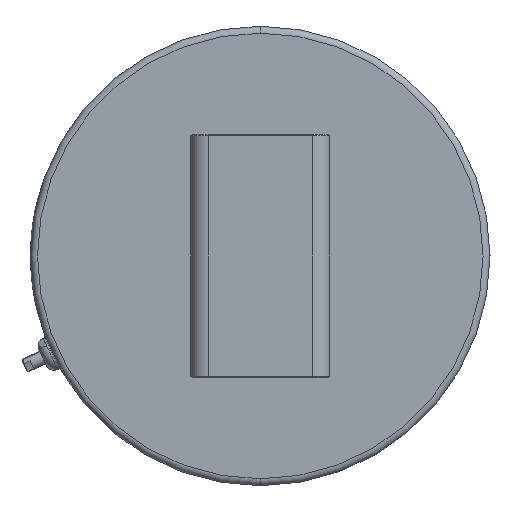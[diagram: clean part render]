
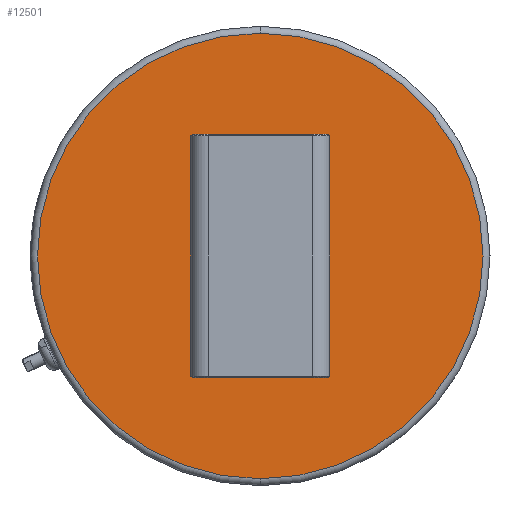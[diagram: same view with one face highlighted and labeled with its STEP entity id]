
A CAD part, left-side view. The second image highlights one B-rep face of the part: STEP entity #12501.
In plain terms, the highlighted planar face has unit normal (-1, 0, 0).
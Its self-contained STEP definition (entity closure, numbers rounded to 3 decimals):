
#240 = EDGE_CURVE ( 'NONE', #14772, #672, #3586, .T. ) ;
#449 = CARTESIAN_POINT ( 'NONE',  ( -75., 0., 0. ) ) ;
#672 = VERTEX_POINT ( 'NONE', #8327 ) ;
#759 = DIRECTION ( 'NONE',  ( 0., 0., -1. ) ) ;
#1184 = CARTESIAN_POINT ( 'NONE',  ( -75., -20., -34.5 ) ) ;
#1982 = VECTOR ( 'NONE', #27698, 1000. ) ;
#2423 = LINE ( 'NONE', #12421, #16543 ) ;
#2969 = CARTESIAN_POINT ( 'NONE',  ( -75., 20., -34.5 ) ) ;
#3049 = LINE ( 'NONE', #12868, #27207 ) ;
#3520 = VECTOR ( 'NONE', #8860, 1000. ) ;
#3586 = CIRCLE ( 'NONE', #7717, 64. ) ;
#3961 = CARTESIAN_POINT ( 'NONE',  ( -75., 0., 0. ) ) ;
#3983 = VERTEX_POINT ( 'NONE', #11863 ) ;
#4093 = LINE ( 'NONE', #26184, #24060 ) ;
#4467 = ORIENTED_EDGE ( 'NONE', *, *, #20021, .T. ) ;
#4655 = EDGE_CURVE ( 'NONE', #5726, #7808, #4093, .T. ) ;
#5129 = CARTESIAN_POINT ( 'NONE',  ( -75., -19.5, -35. ) ) ;
#5214 = CARTESIAN_POINT ( 'NONE',  ( -75., -27.25, 27.25 ) ) ;
#5568 = VERTEX_POINT ( 'NONE', #17661 ) ;
#5726 = VERTEX_POINT ( 'NONE', #1184 ) ;
#6378 = PLANE ( 'NONE',  #26470 ) ;
#6623 = VECTOR ( 'NONE', #30864, 1000. ) ;
#6938 = AXIS2_PLACEMENT_3D ( 'NONE', #449, #24826, #12244 ) ;
#7017 = ORIENTED_EDGE ( 'NONE', *, *, #22536, .F. ) ;
#7717 = AXIS2_PLACEMENT_3D ( 'NONE', #27564, #30294, #8365 ) ;
#7808 = VERTEX_POINT ( 'NONE', #5129 ) ;
#8038 = LINE ( 'NONE', #17851, #1982 ) ;
#8327 = CARTESIAN_POINT ( 'NONE',  ( -75., 0., -64. ) ) ;
#8365 = DIRECTION ( 'NONE',  ( 0., 0., -1. ) ) ;
#8506 = VECTOR ( 'NONE', #27480, 1000. ) ;
#8627 = LINE ( 'NONE', #14264, #6623 ) ;
#8860 = DIRECTION ( 'NONE',  ( 0., -0.707, 0.707 ) ) ;
#9155 = EDGE_CURVE ( 'NONE', #3983, #28709, #30930, .T. ) ;
#9278 = ORIENTED_EDGE ( 'NONE', *, *, #9155, .T. ) ;
#9331 = EDGE_CURVE ( 'NONE', #22913, #28709, #8038, .T. ) ;
#10272 = ORIENTED_EDGE ( 'NONE', *, *, #9331, .F. ) ;
#11035 = CIRCLE ( 'NONE', #6938, 64. ) ;
#11374 = CARTESIAN_POINT ( 'NONE',  ( -75., -20., 34.5 ) ) ;
#11696 = DIRECTION ( 'NONE',  ( 0., 0., -1. ) ) ;
#11863 = CARTESIAN_POINT ( 'NONE',  ( -75., 20., 34.5 ) ) ;
#12098 = DIRECTION ( 'NONE',  ( 0., 0.707, 0.707 ) ) ;
#12187 = ORIENTED_EDGE ( 'NONE', *, *, #4655, .T. ) ;
#12244 = DIRECTION ( 'NONE',  ( 0., 0., -1. ) ) ;
#12421 = CARTESIAN_POINT ( 'NONE',  ( -75., 27.25, -27.25 ) ) ;
#12501 = ADVANCED_FACE ( 'NONE', ( #21524, #28460 ), #6378, .F. ) ;
#12868 = CARTESIAN_POINT ( 'NONE',  ( -75., 20., 35. ) ) ;
#13919 = DIRECTION ( 'NONE',  ( 0., 0.707, -0.707 ) ) ;
#14264 = CARTESIAN_POINT ( 'NONE',  ( -75., -20., -35. ) ) ;
#14415 = EDGE_LOOP ( 'NONE', ( #4467, #27482 ) ) ;
#14670 = VERTEX_POINT ( 'NONE', #11374 ) ;
#14772 = VERTEX_POINT ( 'NONE', #27303 ) ;
#14901 = EDGE_CURVE ( 'NONE', #5568, #7808, #8627, .T. ) ;
#15199 = LINE ( 'NONE', #5214, #26332 ) ;
#15883 = ORIENTED_EDGE ( 'NONE', *, *, #28664, .T. ) ;
#16543 = VECTOR ( 'NONE', #12098, 1000. ) ;
#17661 = CARTESIAN_POINT ( 'NONE',  ( -75., 19.5, -35. ) ) ;
#17765 = DIRECTION ( 'NONE',  ( 0., -0.707, -0.707 ) ) ;
#17851 = CARTESIAN_POINT ( 'NONE',  ( -75., -20., 35. ) ) ;
#18187 = ORIENTED_EDGE ( 'NONE', *, *, #18830, .F. ) ;
#18830 = EDGE_CURVE ( 'NONE', #3983, #19144, #3049, .T. ) ;
#19144 = VERTEX_POINT ( 'NONE', #2969 ) ;
#20021 = EDGE_CURVE ( 'NONE', #672, #14772, #11035, .T. ) ;
#21524 = FACE_OUTER_BOUND ( 'NONE', #14415, .T. ) ;
#22536 = EDGE_CURVE ( 'NONE', #5726, #14670, #27013, .T. ) ;
#22647 = CARTESIAN_POINT ( 'NONE',  ( -75., -20., 35. ) ) ;
#22913 = VERTEX_POINT ( 'NONE', #23469 ) ;
#23469 = CARTESIAN_POINT ( 'NONE',  ( -75., -19.5, 35. ) ) ;
#23524 = CARTESIAN_POINT ( 'NONE',  ( -75., 27.25, 27.25 ) ) ;
#23634 = DIRECTION ( 'NONE',  ( 1., 0., 0. ) ) ;
#24060 = VECTOR ( 'NONE', #13919, 1000. ) ;
#24734 = CARTESIAN_POINT ( 'NONE',  ( -75., 19.5, 35. ) ) ;
#24826 = DIRECTION ( 'NONE',  ( -1., 0., 0. ) ) ;
#24890 = ORIENTED_EDGE ( 'NONE', *, *, #14901, .F. ) ;
#25224 = ORIENTED_EDGE ( 'NONE', *, *, #29163, .T. ) ;
#26184 = CARTESIAN_POINT ( 'NONE',  ( -75., -27.25, -27.25 ) ) ;
#26332 = VECTOR ( 'NONE', #17765, 1000. ) ;
#26470 = AXIS2_PLACEMENT_3D ( 'NONE', #3961, #23634, #11696 ) ;
#27013 = LINE ( 'NONE', #22647, #8506 ) ;
#27207 = VECTOR ( 'NONE', #759, 1000. ) ;
#27303 = CARTESIAN_POINT ( 'NONE',  ( -75., 0., 64. ) ) ;
#27480 = DIRECTION ( 'NONE',  ( 0., 0., 1. ) ) ;
#27482 = ORIENTED_EDGE ( 'NONE', *, *, #240, .T. ) ;
#27564 = CARTESIAN_POINT ( 'NONE',  ( -75., 0., 0. ) ) ;
#27698 = DIRECTION ( 'NONE',  ( 0., 1., 0. ) ) ;
#28460 = FACE_BOUND ( 'NONE', #29836, .T. ) ;
#28664 = EDGE_CURVE ( 'NONE', #22913, #14670, #15199, .T. ) ;
#28709 = VERTEX_POINT ( 'NONE', #24734 ) ;
#29163 = EDGE_CURVE ( 'NONE', #5568, #19144, #2423, .T. ) ;
#29836 = EDGE_LOOP ( 'NONE', ( #24890, #25224, #18187, #9278, #10272, #15883, #7017, #12187 ) ) ;
#30294 = DIRECTION ( 'NONE',  ( -1., 0., 0. ) ) ;
#30864 = DIRECTION ( 'NONE',  ( 0., -1., 0. ) ) ;
#30930 = LINE ( 'NONE', #23524, #3520 ) ;
